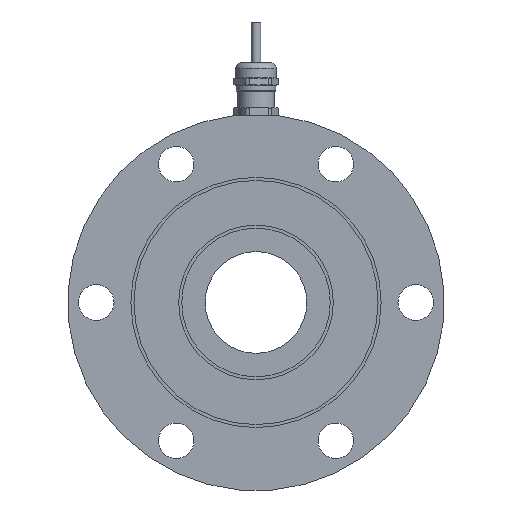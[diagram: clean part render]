
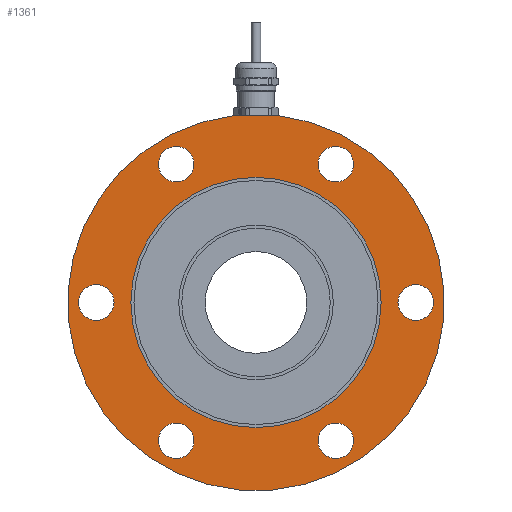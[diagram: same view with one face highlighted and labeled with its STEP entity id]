
A CAD part, front view. The second image highlights one B-rep face of the part: STEP entity #1361.
In plain terms, the highlighted planar face has unit normal (0, -1, 0).
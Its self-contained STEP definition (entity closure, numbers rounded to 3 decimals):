
#50 = CARTESIAN_POINT ( 'NONE',  ( -11., 0., 91.844 ) ) ;
#67 = AXIS2_PLACEMENT_3D ( 'NONE', #110, #926, #2029 ) ;
#90 = FACE_BOUND ( 'NONE', #1636, .T. ) ;
#99 = CARTESIAN_POINT ( 'NONE',  ( -78.5, 0., 0. ) ) ;
#110 = CARTESIAN_POINT ( 'NONE',  ( 61.5, 0., 0. ) ) ;
#126 = EDGE_CURVE ( 'NONE', #2192, #2192, #3439, .T. ) ;
#207 = ORIENTED_EDGE ( 'NONE', *, *, #126, .T. ) ;
#218 = AXIS2_PLACEMENT_3D ( 'NONE', #99, #2323, #3420 ) ;
#332 = CIRCLE ( 'NONE', #1872, 61.5 ) ;
#377 = PLANE ( 'NONE',  #67 ) ;
#463 = CIRCLE ( 'NONE', #1198, 8.75 ) ;
#487 = DIRECTION ( 'NONE',  ( 0., 1., 0. ) ) ;
#540 = EDGE_CURVE ( 'NONE', #2040, #1613, #3357, .T. ) ;
#567 = EDGE_CURVE ( 'NONE', #2461, #2461, #463, .T. ) ;
#614 = CARTESIAN_POINT ( 'NONE',  ( 39.25, 0., 67.983 ) ) ;
#632 = AXIS2_PLACEMENT_3D ( 'NONE', #715, #487, #3237 ) ;
#648 = CARTESIAN_POINT ( 'NONE',  ( -39.25, 0., 76.733 ) ) ;
#687 = DIRECTION ( 'NONE',  ( 0., 0., 1. ) ) ;
#698 = FACE_BOUND ( 'NONE', #3348, .T. ) ;
#715 = CARTESIAN_POINT ( 'NONE',  ( 78.5, 0., 0. ) ) ;
#787 = CIRCLE ( 'NONE', #3092, 8.75 ) ;
#791 = CARTESIAN_POINT ( 'NONE',  ( 39.25, 0., 76.733 ) ) ;
#812 = ORIENTED_EDGE ( 'NONE', *, *, #3375, .T. ) ;
#891 = CARTESIAN_POINT ( 'NONE',  ( -11., 0., 91.844 ) ) ;
#913 = CARTESIAN_POINT ( 'NONE',  ( 39.25, 0., -59.233 ) ) ;
#926 = DIRECTION ( 'NONE',  ( 0., 1., 0. ) ) ;
#986 = CARTESIAN_POINT ( 'NONE',  ( 0., 0., 0. ) ) ;
#995 = DIRECTION ( 'NONE',  ( 0., 1., 0. ) ) ;
#1000 = DIRECTION ( 'NONE',  ( 0., 0., 1. ) ) ;
#1015 = VERTEX_POINT ( 'NONE', #2114 ) ;
#1105 = EDGE_CURVE ( 'NONE', #2040, #1613, #2239, .T. ) ;
#1111 = EDGE_LOOP ( 'NONE', ( #2310 ) ) ;
#1140 = CIRCLE ( 'NONE', #632, 8.75 ) ;
#1149 = EDGE_CURVE ( 'NONE', #1938, #1938, #1140, .T. ) ;
#1178 = DIRECTION ( 'NONE',  ( 0., 1., 0. ) ) ;
#1198 = AXIS2_PLACEMENT_3D ( 'NONE', #2381, #1496, #2619 ) ;
#1214 = ORIENTED_EDGE ( 'NONE', *, *, #1149, .T. ) ;
#1235 = CIRCLE ( 'NONE', #2447, 8.75 ) ;
#1334 = CARTESIAN_POINT ( 'NONE',  ( -39.25, 0., -59.233 ) ) ;
#1361 = ADVANCED_FACE ( 'NONE', ( #2312, #698, #2009, #3393, #1727, #90, #2840, #2259 ), #377, .F. ) ;
#1438 = CARTESIAN_POINT ( 'NONE',  ( 39.25, 0., -67.983 ) ) ;
#1496 = DIRECTION ( 'NONE',  ( 0., 1., 0. ) ) ;
#1511 = CARTESIAN_POINT ( 'NONE',  ( -78.5, 0., 8.75 ) ) ;
#1529 = VERTEX_POINT ( 'NONE', #1511 ) ;
#1613 = VERTEX_POINT ( 'NONE', #50 ) ;
#1636 = EDGE_LOOP ( 'NONE', ( #812 ) ) ;
#1696 = DIRECTION ( 'NONE',  ( 0., 1., 0. ) ) ;
#1727 = FACE_BOUND ( 'NONE', #3212, .T. ) ;
#1732 = DIRECTION ( 'NONE',  ( 0., 0., 1. ) ) ;
#1754 = DIRECTION ( 'NONE',  ( 0., 1., 0. ) ) ;
#1830 = EDGE_LOOP ( 'NONE', ( #1214 ) ) ;
#1872 = AXIS2_PLACEMENT_3D ( 'NONE', #986, #2137, #1000 ) ;
#1888 = AXIS2_PLACEMENT_3D ( 'NONE', #3252, #995, #2402 ) ;
#1930 = CIRCLE ( 'NONE', #218, 8.75 ) ;
#1938 = VERTEX_POINT ( 'NONE', #2772 ) ;
#2009 = FACE_BOUND ( 'NONE', #1830, .T. ) ;
#2029 = DIRECTION ( 'NONE',  ( 0., 0., 1. ) ) ;
#2032 = CARTESIAN_POINT ( 'NONE',  ( -39.25, 0., 67.983 ) ) ;
#2040 = VERTEX_POINT ( 'NONE', #3031 ) ;
#2048 = ORIENTED_EDGE ( 'NONE', *, *, #2493, .T. ) ;
#2114 = CARTESIAN_POINT ( 'NONE',  ( 0., 0., 61.5 ) ) ;
#2137 = DIRECTION ( 'NONE',  ( 0., 1., 0. ) ) ;
#2192 = VERTEX_POINT ( 'NONE', #791 ) ;
#2234 = AXIS2_PLACEMENT_3D ( 'NONE', #614, #1696, #1732 ) ;
#2239 = CIRCLE ( 'NONE', #1888, 92.5 ) ;
#2259 = FACE_BOUND ( 'NONE', #1111, .T. ) ;
#2310 = ORIENTED_EDGE ( 'NONE', *, *, #3501, .T. ) ;
#2312 = FACE_BOUND ( 'NONE', #2851, .T. ) ;
#2323 = DIRECTION ( 'NONE',  ( 0., 1., 0. ) ) ;
#2343 = EDGE_LOOP ( 'NONE', ( #207 ) ) ;
#2381 = CARTESIAN_POINT ( 'NONE',  ( -39.25, 0., -67.983 ) ) ;
#2395 = ORIENTED_EDGE ( 'NONE', *, *, #1105, .F. ) ;
#2402 = DIRECTION ( 'NONE',  ( 0., 0., 1. ) ) ;
#2406 = EDGE_LOOP ( 'NONE', ( #2395, #3272 ) ) ;
#2447 = AXIS2_PLACEMENT_3D ( 'NONE', #1438, #1754, #687 ) ;
#2461 = VERTEX_POINT ( 'NONE', #1334 ) ;
#2493 = EDGE_CURVE ( 'NONE', #2537, #2537, #787, .T. ) ;
#2499 = ORIENTED_EDGE ( 'NONE', *, *, #3263, .T. ) ;
#2513 = DIRECTION ( 'NONE',  ( -1., 0., 0. ) ) ;
#2518 = ORIENTED_EDGE ( 'NONE', *, *, #567, .T. ) ;
#2537 = VERTEX_POINT ( 'NONE', #648 ) ;
#2552 = VERTEX_POINT ( 'NONE', #913 ) ;
#2619 = DIRECTION ( 'NONE',  ( 0., 0., 1. ) ) ;
#2772 = CARTESIAN_POINT ( 'NONE',  ( 78.5, 0., 8.75 ) ) ;
#2787 = DIRECTION ( 'NONE',  ( 0., 0., 1. ) ) ;
#2840 = FACE_OUTER_BOUND ( 'NONE', #2406, .T. ) ;
#2851 = EDGE_LOOP ( 'NONE', ( #2518 ) ) ;
#3031 = CARTESIAN_POINT ( 'NONE',  ( 11., 0., 91.844 ) ) ;
#3092 = AXIS2_PLACEMENT_3D ( 'NONE', #2032, #1178, #2787 ) ;
#3212 = EDGE_LOOP ( 'NONE', ( #2048 ) ) ;
#3237 = DIRECTION ( 'NONE',  ( 0., 0., 1. ) ) ;
#3252 = CARTESIAN_POINT ( 'NONE',  ( 0., 0., 0. ) ) ;
#3263 = EDGE_CURVE ( 'NONE', #2552, #2552, #1235, .T. ) ;
#3272 = ORIENTED_EDGE ( 'NONE', *, *, #540, .T. ) ;
#3348 = EDGE_LOOP ( 'NONE', ( #2499 ) ) ;
#3357 = LINE ( 'NONE', #891, #3553 ) ;
#3375 = EDGE_CURVE ( 'NONE', #1529, #1529, #1930, .T. ) ;
#3393 = FACE_BOUND ( 'NONE', #2343, .T. ) ;
#3420 = DIRECTION ( 'NONE',  ( 0., 0., 1. ) ) ;
#3439 = CIRCLE ( 'NONE', #2234, 8.75 ) ;
#3501 = EDGE_CURVE ( 'NONE', #1015, #1015, #332, .T. ) ;
#3553 = VECTOR ( 'NONE', #2513, 1000. ) ;
